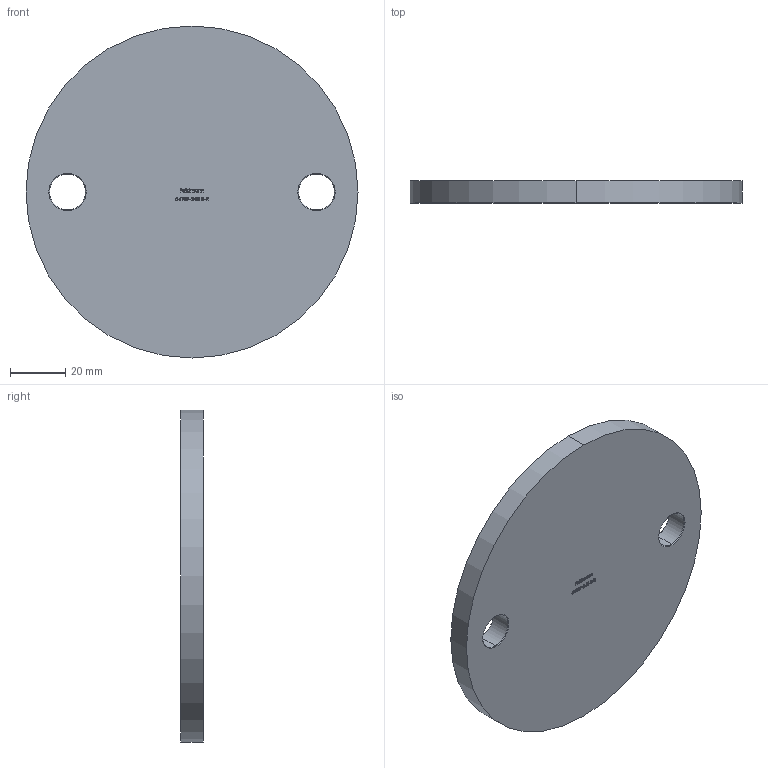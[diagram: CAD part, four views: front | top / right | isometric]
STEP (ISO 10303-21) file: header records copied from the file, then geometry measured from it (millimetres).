
FILE_DESCRIPTION (( 'STEP AP203' ), '1' );
FILE_NAME ('54109-240-8-R.step', '2020-10-21T10:59:46', ( '' ), ( '' ), 'SwSTEP 2.0', 'SolidWorks 2018', '' );
FILE_SCHEMA (( 'CONFIG_CONTROL_DESIGN' ));
Length unit declared in the file: millimetre
Products named in the file (2): 54109-240-8-R
Bounding box: 120 x 8 x 120 mm (x, y, z)
Volume: 88348.3 mm3; surface area: 25745.5 mm2
Topology: 1 solids, 1 shells, 283 faces, 739 edges, 490 vertices
Faces by surface type: plane 158, bspline 111, cone 8, cylinder 6
Entity records: 14982 total; most frequent: CARTESIAN_POINT 8601, ORIENTED_EDGE 1478, DIRECTION 885, EDGE_CURVE 739, LINE 497, VECTOR 497, VERTEX_POINT 490, EDGE_LOOP 319
